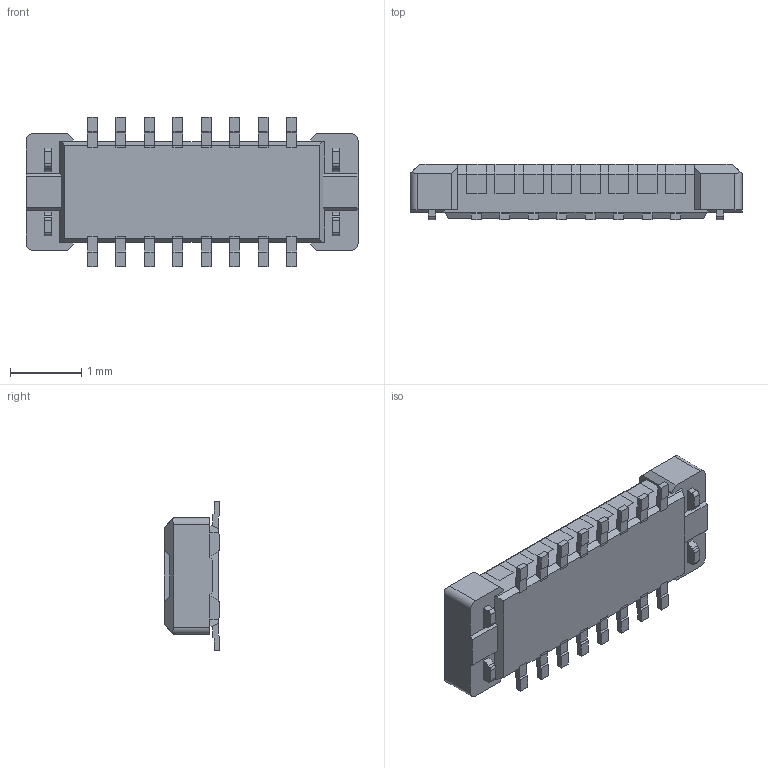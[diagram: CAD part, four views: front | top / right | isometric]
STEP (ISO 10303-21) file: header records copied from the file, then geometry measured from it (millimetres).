
FILE_DESCRIPTION (( 'STEP AP214' ), '1' );
FILE_NAME ('5055511620.STEP', '2022-08-24T07:37:57', ( '' ), ( '' ), 'SwSTEP 2.0', 'SolidWorks 2017', '' );
FILE_SCHEMA (( 'AUTOMOTIVE_DESIGN' ));
Length unit declared in the file: millimetre
Products named in the file (1): 5055511620
Bounding box: 4.67 x 0.78 x 2.1 mm (x, y, z)
Volume: 3.2 mm3; surface area: 51.5 mm2
Topology: 21 solids, 21 shells, 780 faces, 2230 edges, 1484 vertices
Faces by surface type: plane 688, cylinder 88, torus 4
Entity records: 25292 total; most frequent: CARTESIAN_POINT 4543, ORIENTED_EDGE 4460, DIRECTION 3948, EDGE_CURVE 2230, LINE 2042, VECTOR 2042, VERTEX_POINT 1484, AXIS2_PLACEMENT_3D 953
